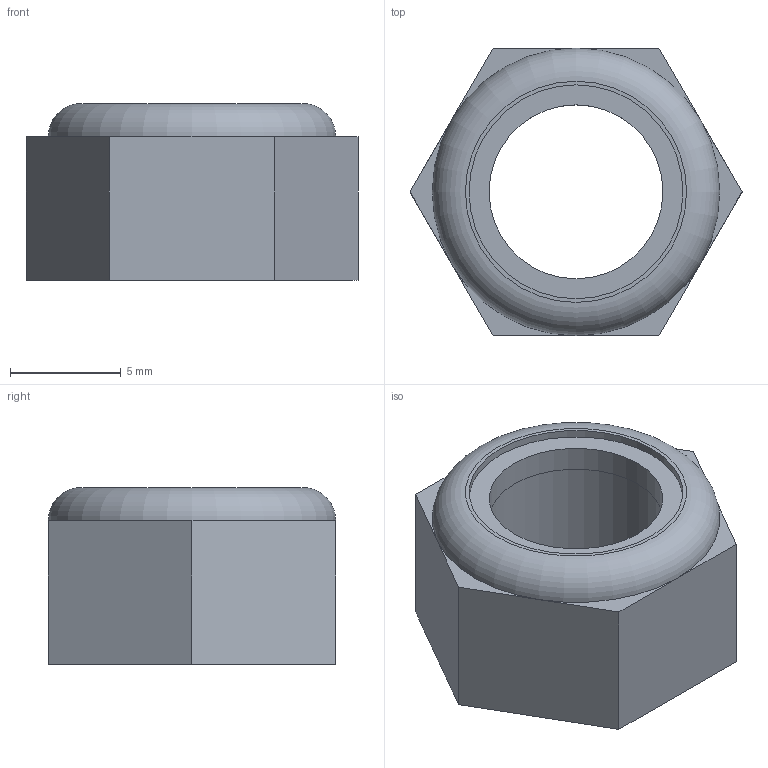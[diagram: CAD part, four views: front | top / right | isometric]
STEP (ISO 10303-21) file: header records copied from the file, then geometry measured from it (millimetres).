
FILE_DESCRIPTION(/* description */ ('Alibre Inc.'),/* implementation_level */ '2;1');
FILE_NAME(/* name */ 'export0',/* time_stamp */ '2015-07-11T13:49:50+12:00',/* author */ (''),/* organization */ (''),/* preprocessor_version */ 'ST-DEVELOPER v14',/* originating_system */ 'Alibre',/* authorisation */ '');
FILE_SCHEMA (('CONFIG_CONTROL_DESIGN'));
Length unit declared in the file: centimetre
Products named in the file (1): FNUT-M8-LOCK
Bounding box: 15.01 x 13 x 8 mm (x, y, z)
Volume: 723.5 mm3; surface area: 724.7 mm2
Topology: 1 solids, 1 shells, 20 faces, 43 edges, 27 vertices
Faces by surface type: plane 16, cylinder 3, torus 1
Full cylindrical faces by diameter (mm): 7.861 x1, 8 x1, 9.671 x1
Entity records: 530 total; most frequent: ORIENTED_EDGE 74, CARTESIAN_POINT 71, DIRECTION 62, EDGE_CURVE 37, EDGE_LOOP 28, FACE_BOUND 28, AXIS2_PLACEMENT_3D 28, VERTEX_POINT 25
